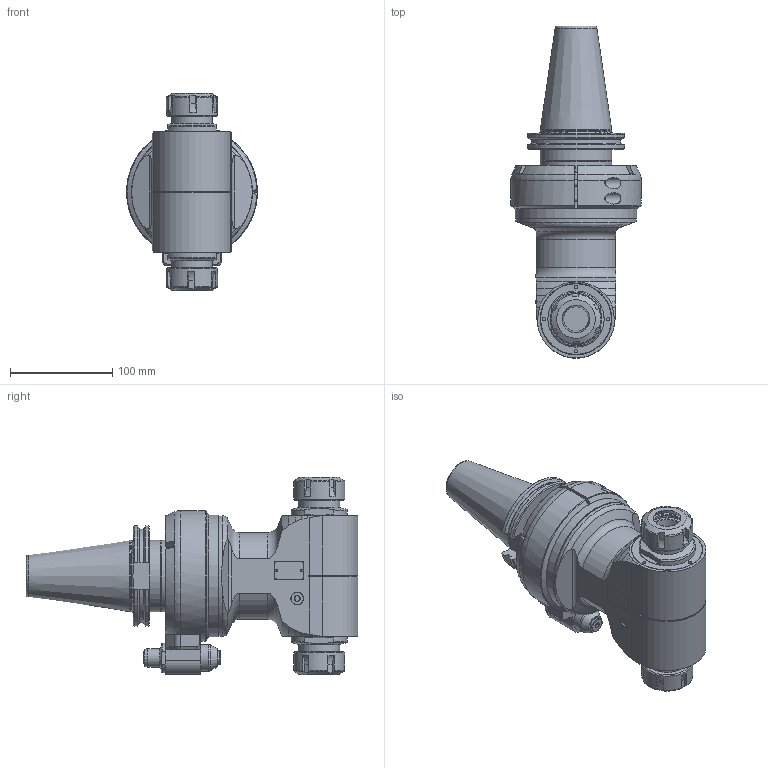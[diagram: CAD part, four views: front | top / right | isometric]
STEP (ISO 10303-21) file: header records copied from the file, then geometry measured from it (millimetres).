
FILE_DESCRIPTION(/* description */ (''),/* implementation_level */ '2;1');
FILE_NAME(/* name */ '9.F90.2000D-2C50.stp',/* time_stamp */ '2023-03-24T15:34:52-04:00',/* author */ ('jkrenzer'),/* organization */ (''),/* preprocessor_version */ 'ST-DEVELOPER v18.1',/* originating_system */ 'Autodesk Inventor 2022',/* authorisation */ '');
FILE_SCHEMA (('AUTOMOTIVE_DESIGN { 1 0 10303 214 3 1 1 }'));
Length unit declared in the file: millimetre
Products named in the file (3): 9.F90.2000D-2C50; F90-20D; 9_GA2_458_2  (Type 2, Cat50, 80mm)
Assembly tree (2 placements, depth 2):
  9.F90.2000D-2C50
    F90-20D
    9_GA2_458_2  (Type 2, Cat50, 80mm)
Bounding box: 128 x 324.46 x 193 mm (x, y, z)
Volume: 2095582.5 mm3; surface area: 238580.7 mm2
Topology: 5 solids, 5 shells, 674 faces, 1721 edges, 1112 vertices
Faces by surface type: plane 284, cylinder 168, cone 147, torus 56, bspline 15, sphere 4
Full cylindrical faces by diameter (mm): 2.5 x3, 2.6 x2, 3 x1, 3.2 x8, 4.2 x2, 5 x4, 5.3 x2, 6 x4, 6.5 x1, 7 x1, 8 x3, 8.821 x1, 9.525 x1, 10 x4, 10.4 x2, 10.5 x20, 11 x2, 12 x3, 12.5 x2, 14 x1, 18 x2, 21.963 x1, 22.6 x1, 24 x2, 26 x1, 26.187 x1, 26.8 x1, 27 x3, 29.5 x2, 35.8 x2
Entity records: 35393 total; most frequent: CARTESIAN_POINT 19504, ORIENTED_EDGE 3362, DIRECTION 3253, EDGE_CURVE 1681, AXIS2_PLACEMENT_3D 1283, VERTEX_POINT 1112, EDGE_LOOP 777, LINE 687
